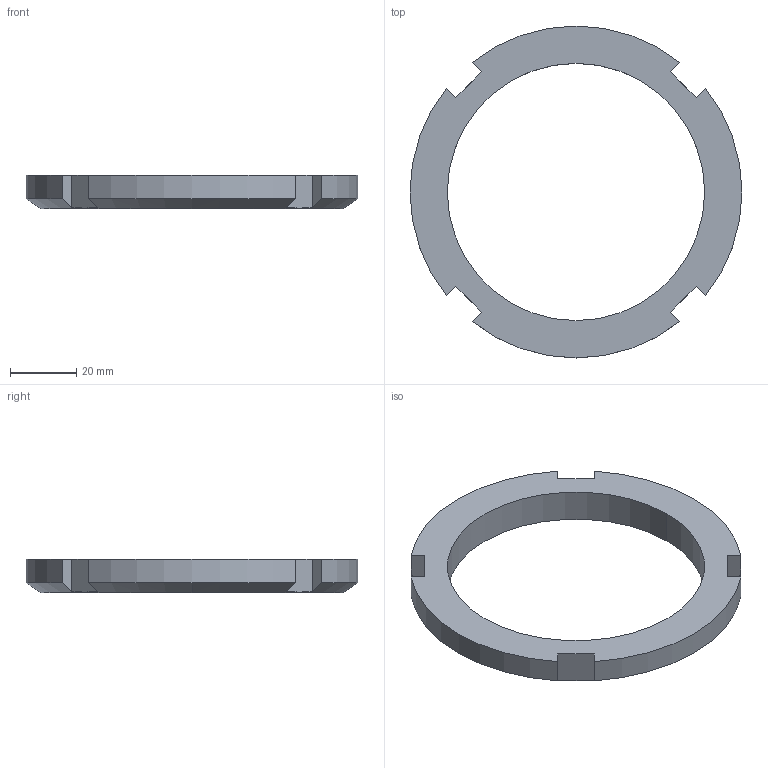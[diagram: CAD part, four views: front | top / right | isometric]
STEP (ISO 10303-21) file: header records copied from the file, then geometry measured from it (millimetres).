
FILE_DESCRIPTION((''),'2;1');
FILE_NAME('ILCM44008000','2007-11-13T',('KR'),(''),'PRO/ENGINEER BY PARAMETRIC TECHNOLOGY CORPORATION, 2005180','PRO/ENGINEER BY PARAMETRIC TECHNOLOGY CORPORATION, 2005180','');
FILE_SCHEMA(('AUTOMOTIVE_DESIGN_CC2 { 1 2 10303 214 -1 1 5 2 }'));
Length unit declared in the file: millimetre
Products named in the file (1): ILCM44008000
Bounding box: 100 x 100 x 10 mm (x, y, z)
Volume: 27804 mm3; surface area: 11172.9 mm2
Topology: 1 solids, 1 shells, 22 faces, 60 edges, 40 vertices
Faces by surface type: plane 14, cylinder 6, cone 2
Entity records: 859 total; most frequent: CARTESIAN_POINT 182, ORIENTED_EDGE 120, DIRECTION 108, COLOUR_RGB 105, EDGE_CURVE 60, VERTEX_POINT 40, AXIS2_PLACEMENT_3D 38, VECTOR 32
